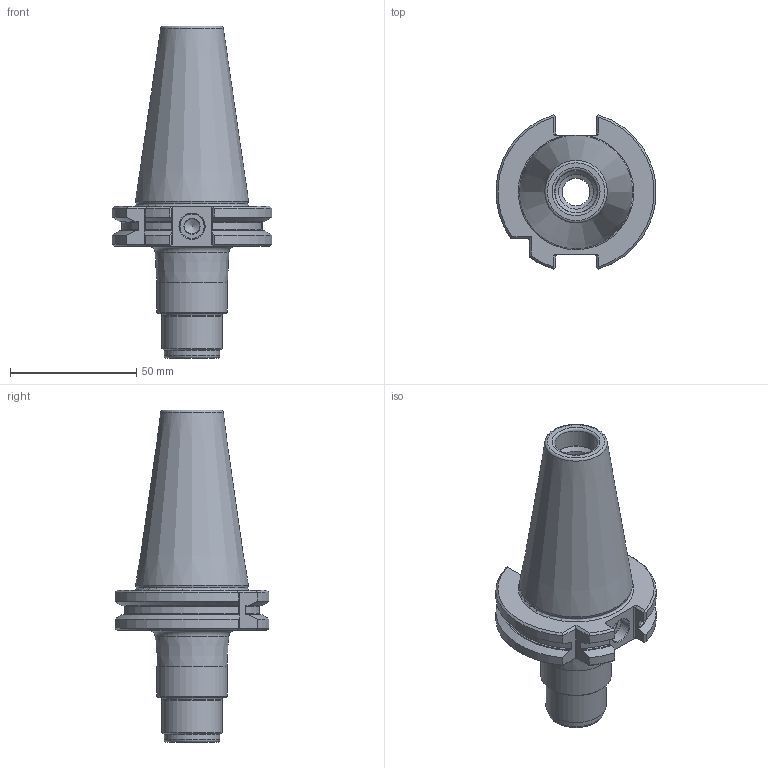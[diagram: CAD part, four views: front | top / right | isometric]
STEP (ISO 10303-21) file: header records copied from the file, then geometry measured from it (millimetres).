
FILE_DESCRIPTION(/* description */ (''),/* implementation_level */ '2;1');
FILE_NAME(/* name */ '524011630.stp',/* time_stamp */ '2021-06-01T08:50:03',/* author */ ('LRA'),/* organization */ ('REGO-FIX'),/* preprocessor_version */ ' Unknown',/* originating_system */ 'SIEMENS PLM Software Solid Edge ST10',/* authorization */ 'Unknown');
FILE_SCHEMA (('AUTOMOTIVE_DESIGN { 1 0 10303 214 2 1 1}'));
Length unit declared in the file: millimetre
Products named in the file (1): NOCUT
Bounding box: 63.35 x 61.01 x 131.55 mm (x, y, z)
Volume: 118925 mm3; surface area: 25567.7 mm2
Topology: 1 solids, 1 shells, 125 faces, 337 edges, 213 vertices
Faces by surface type: cylinder 42, plane 41, cone 29, torus 13
Full cylindrical faces by diameter (mm): 3.5 x5, 6 x1, 10 x1, 11 x1, 13.835 x2, 17 x1, 22 x1, 24 x2, 28 x1
Entity records: 4598 total; most frequent: CARTESIAN_POINT 859, DIRECTION 573, ORIENTED_EDGE 564, EDGE_CURVE 282, AXIS2_PLACEMENT_3D 235, VERTEX_POINT 203, FACE_BOUND 171, EDGE_LOOP 165
